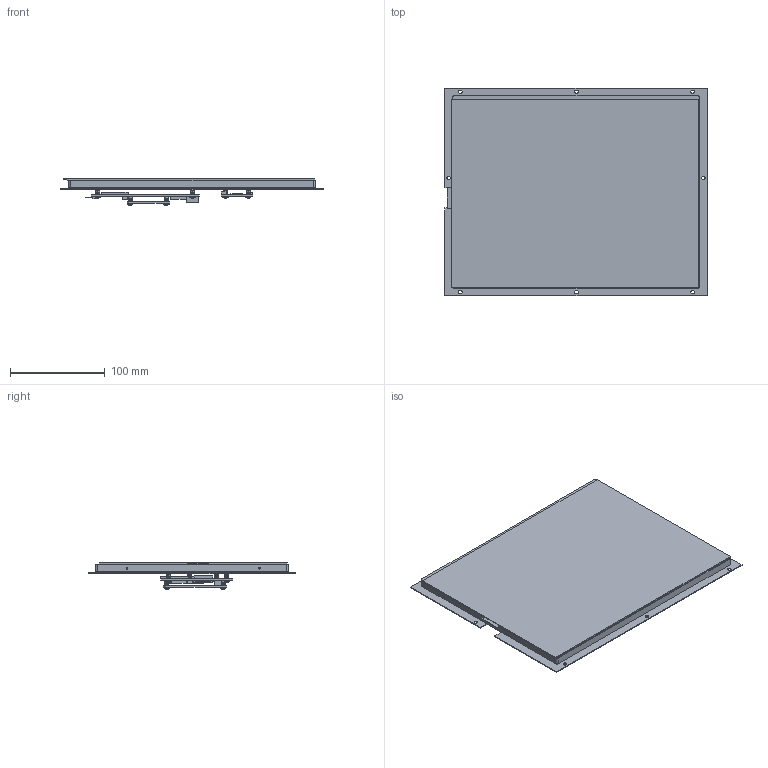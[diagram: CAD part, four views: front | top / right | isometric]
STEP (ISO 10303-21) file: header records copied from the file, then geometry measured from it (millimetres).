
FILE_DESCRIPTION (( 'STEP AP214' ), '1' );
FILE_NAME ('51-0103-AX_slcd5-12p1-assy_RevA.STEP', '2013-10-02T22:18:31', ( '' ), ( '' ), 'SwSTEP 2.0', 'SolidWorks 2012', '' );
FILE_SCHEMA (( 'AUTOMOTIVE_DESIGN' ));
Length unit declared in the file: millimetre
Products named in the file (11): 42-0317_RevA-slcd5_lvds_interface; SLCD5+; 90272A105_90272A105; N010-0554-t805; Assem2^51-0103-AX_slcd5-12p1-assy; PEM-440-250ZI; 22-0059-01; RP062-1inSq-tape; 468MP-0p75x1p75-tape; G121S1-L02; 51-0103-AX_slcd5-12p1-assy_RevA
Assembly tree (28 placements, depth 3):
  51-0103-AX_slcd5-12p1-assy_RevA
    G121S1-L02
    468MP-0p75x1p75-tape  x3
    RP062-1inSq-tape  x3
    Assem2^51-0103-AX_slcd5-12p1-assy
      22-0059-01
      PEM-440-250ZI  x6
    N010-0554-t805
    90272A105_90272A105  x10
    SLCD5+
    42-0317_RevA-slcd5_lvds_interface
Bounding box: 276.86 x 219.2 x 28.13 mm (x, y, z)
Volume: 565737.8 mm3; surface area: 378434.1 mm2
Topology: 45 solids, 45 shells, 1049 faces, 2555 edges, 1682 vertices
Faces by surface type: plane 628, cylinder 248, cone 76, bspline 67, torus 20, sphere 10
Full cylindrical faces by diameter (mm): 1.6 x4, 2.156 x6, 3.175 x6, 3.772 x6, 3.785 x4, 3.797 x8, 3.81 x4, 3.981 x12, 4.191 x18, 4.216 x6, 5.563 x10
Entity records: 20407 total; most frequent: CARTESIAN_POINT 6839, ORIENTED_EDGE 2178, DIRECTION 2028, EDGE_CURVE 1089, VECTOR 840, LINE 840, VERTEX_POINT 751, EDGE_LOOP 616
